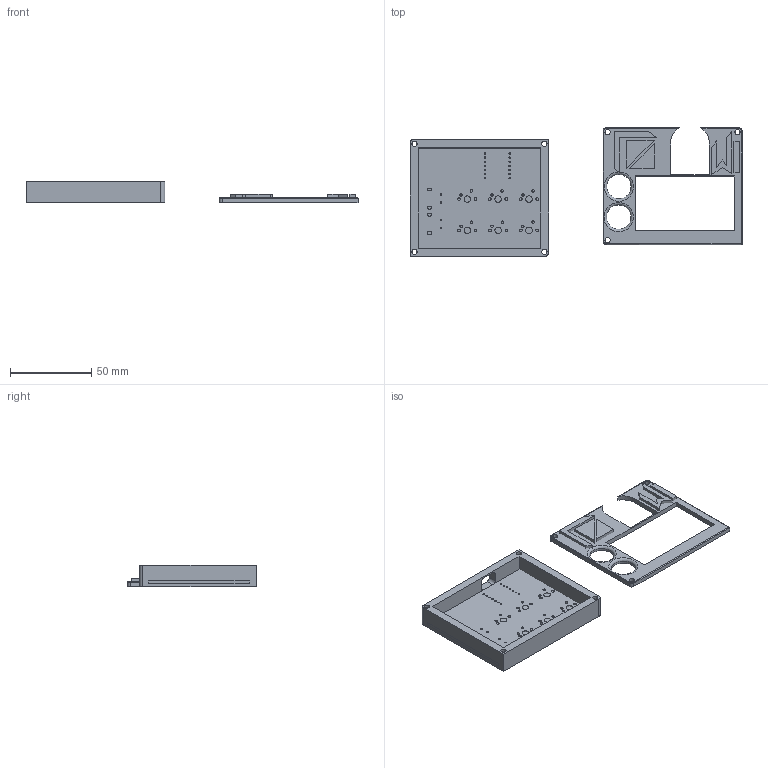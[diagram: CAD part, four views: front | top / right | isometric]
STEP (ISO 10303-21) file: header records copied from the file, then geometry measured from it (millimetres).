
FILE_DESCRIPTION(/* description */ ('','CAx-IF Rec.Pracs.---Representation and Presentation of Product Manufacturing Information (PMI)---4.0---2014-10-13'),/* implementation_level */ '2;1');
FILE_NAME(/* name */ 'Wills Hackpad v1 v3.step',/* time_stamp */ '2025-02-15T17:16:16+02:00',/* author */ (''),/* organization */ (''),/* preprocessor_version */ 'ST-DEVELOPER v20',/* originating_system */ 'Autodesk Translation Framework v13.20.0.188',/* authorisation */ '');
FILE_SCHEMA (('AP242_MANAGED_MODEL_BASED_3D_ENGINEERING_MIM_LF { 1 0 10303 442 1 1 4 }'));
Length unit declared in the file: millimetre
Products named in the file (3): Wills Hackpad v1; Hackpad v1 1; Hackpad v1_PCB
Assembly tree (2 placements, depth 3):
  Wills Hackpad v1
    Hackpad v1 1
      Hackpad v1_PCB
Bounding box: 204.35 x 79.3 x 13 mm (x, y, z)
Volume: 52308 mm3; surface area: 44116.4 mm2
Topology: 9 solids, 9 shells, 1023 faces, 2905 edges, 1935 vertices
Faces by surface type: bspline 585, plane 338, cylinder 95, torus 5
Full cylindrical faces by diameter (mm): 0.889 x14, 1 x10, 1.5 x12, 1.7 x12, 3.2 x7, 4 x6, 15 x2
Entity records: 39009 total; most frequent: CARTESIAN_POINT 15921, ORIENTED_EDGE 5810, EDGE_CURVE 2905, DIRECTION 2785, VERTEX_POINT 1935, LINE 1527, VECTOR 1527, EDGE_LOOP 1198
